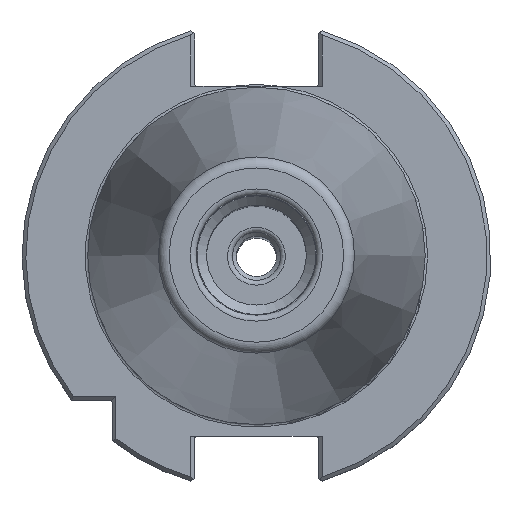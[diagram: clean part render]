
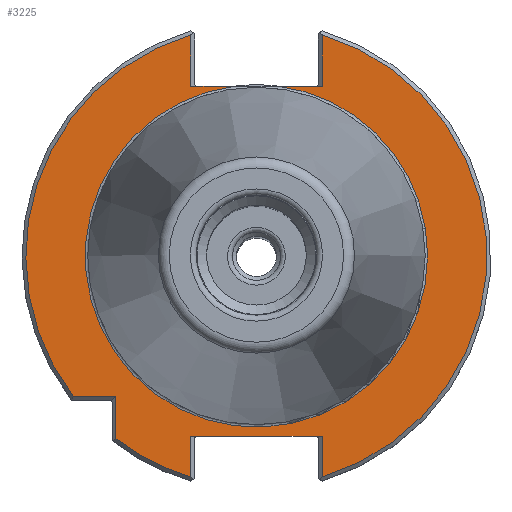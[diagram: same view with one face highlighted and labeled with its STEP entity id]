
A CAD part, top view. The second image highlights one B-rep face of the part: STEP entity #3225.
In plain terms, the highlighted planar face has unit normal (0, 0, 1).
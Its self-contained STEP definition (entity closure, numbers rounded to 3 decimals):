
#146=LINE('',#4510,#242);
#162=LINE('',#4568,#258);
#164=LINE('',#4572,#260);
#181=LINE('',#4650,#277);
#183=LINE('',#4656,#279);
#184=LINE('',#4659,#280);
#185=LINE('',#4661,#281);
#186=LINE('',#4665,#282);
#187=LINE('',#4667,#283);
#242=VECTOR('',#3753,1000.);
#258=VECTOR('',#3809,1000.);
#260=VECTOR('',#3811,1000.);
#277=VECTOR('',#3868,1000.);
#279=VECTOR('',#3874,1000.);
#280=VECTOR('',#3877,1000.);
#281=VECTOR('',#3880,1000.);
#282=VECTOR('',#3883,1000.);
#283=VECTOR('',#3884,1000.);
#484=ORIENTED_EDGE('',*,*,#1009,.T.);
#485=ORIENTED_EDGE('',*,*,#1010,.T.);
#486=ORIENTED_EDGE('',*,*,#944,.F.);
#487=ORIENTED_EDGE('',*,*,#1007,.T.);
#488=ORIENTED_EDGE('',*,*,#1011,.T.);
#489=ORIENTED_EDGE('',*,*,#1012,.T.);
#490=ORIENTED_EDGE('',*,*,#975,.F.);
#491=ORIENTED_EDGE('',*,*,#1013,.F.);
#492=ORIENTED_EDGE('',*,*,#973,.F.);
#493=ORIENTED_EDGE('',*,*,#1014,.T.);
#494=ORIENTED_EDGE('',*,*,#1015,.T.);
#495=ORIENTED_EDGE('',*,*,#1016,.T.);
#496=ORIENTED_EDGE('',*,*,#1017,.T.);
#944=EDGE_CURVE('',#1224,#1225,#146,.T.);
#973=EDGE_CURVE('',#1246,#1247,#162,.T.);
#975=EDGE_CURVE('',#1248,#1243,#164,.T.);
#1007=EDGE_CURVE('',#1224,#1272,#181,.T.);
#1009=EDGE_CURVE('',#1274,#1275,#1445,.T.);
#1010=EDGE_CURVE('',#1275,#1225,#183,.T.);
#1011=EDGE_CURVE('',#1272,#1276,#1446,.T.);
#1012=EDGE_CURVE('',#1276,#1243,#184,.T.);
#1013=EDGE_CURVE('',#1247,#1248,#1447,.T.);
#1014=EDGE_CURVE('',#1246,#1277,#185,.T.);
#1015=EDGE_CURVE('',#1277,#1278,#1448,.T.);
#1016=EDGE_CURVE('',#1278,#1279,#186,.T.);
#1017=EDGE_CURVE('',#1279,#1274,#187,.T.);
#1224=VERTEX_POINT('',#4509);
#1225=VERTEX_POINT('',#4511);
#1243=VERTEX_POINT('',#4561);
#1246=VERTEX_POINT('',#4567);
#1247=VERTEX_POINT('',#4569);
#1248=VERTEX_POINT('',#4571);
#1272=VERTEX_POINT('',#4648);
#1274=VERTEX_POINT('',#4654);
#1275=VERTEX_POINT('',#4655);
#1276=VERTEX_POINT('',#4658);
#1277=VERTEX_POINT('',#4662);
#1278=VERTEX_POINT('',#4664);
#1279=VERTEX_POINT('',#4666);
#1445=CIRCLE('',#3427,47.95);
#1446=CIRCLE('',#3428,47.95);
#1447=CIRCLE('',#3429,35.591);
#1448=CIRCLE('',#3430,47.95);
#1602=EDGE_LOOP('',(#484,#485,#486,#487,#488,#489,#490,#491,#492,#493,#494,
#495,#496));
#1844=FACE_BOUND('',#1602,.T.);
#2074=PLANE('',#3426);
#3225=ADVANCED_FACE('',(#1844),#2074,.T.);
#3426=AXIS2_PLACEMENT_3D('',#4652,#3870,#3871);
#3427=AXIS2_PLACEMENT_3D('',#4653,#3872,#3873);
#3428=AXIS2_PLACEMENT_3D('',#4657,#3875,#3876);
#3429=AXIS2_PLACEMENT_3D('',#4660,#3878,#3879);
#3430=AXIS2_PLACEMENT_3D('',#4663,#3881,#3882);
#3753=DIRECTION('',(-1.,0.,0.));
#3809=DIRECTION('',(1.,0.,0.));
#3811=DIRECTION('',(1.,0.,0.));
#3868=DIRECTION('',(0.,-1.,0.));
#3870=DIRECTION('',(0.,0.,1.));
#3871=DIRECTION('',(1.,0.,0.));
#3872=DIRECTION('',(0.,0.,1.));
#3873=DIRECTION('',(1.,0.,0.));
#3874=DIRECTION('',(0.,1.,0.));
#3875=DIRECTION('',(0.,0.,1.));
#3876=DIRECTION('',(1.,0.,0.));
#3877=DIRECTION('',(0.,-1.,0.));
#3878=DIRECTION('',(0.,0.,1.));
#3879=DIRECTION('',(1.,0.,0.));
#3880=DIRECTION('',(0.,1.,0.));
#3881=DIRECTION('',(0.,0.,1.));
#3882=DIRECTION('',(1.,0.,0.));
#3883=DIRECTION('',(1.,0.,0.));
#3884=DIRECTION('',(0.,-1.,0.));
#4509=CARTESIAN_POINT('',(13.65,-37.5,-3.2));
#4510=CARTESIAN_POINT('',(12.85,-37.5,-3.2));
#4511=CARTESIAN_POINT('',(-13.65,-37.5,-3.2));
#4561=CARTESIAN_POINT('',(13.65,35.3,-3.2));
#4567=CARTESIAN_POINT('',(-13.65,35.3,-3.2));
#4568=CARTESIAN_POINT('',(-12.85,35.3,-3.2));
#4569=CARTESIAN_POINT('',(-4.543,35.3,-3.2));
#4571=CARTESIAN_POINT('',(4.543,35.3,-3.2));
#4572=CARTESIAN_POINT('',(-12.85,35.3,-3.2));
#4648=CARTESIAN_POINT('',(13.65,-45.966,-3.2));
#4650=CARTESIAN_POINT('',(13.65,-47.181,-3.2));
#4652=CARTESIAN_POINT('',(35.591,0.,-3.2));
#4653=CARTESIAN_POINT('',(0.,0.,-3.2));
#4654=CARTESIAN_POINT('',(-29.2,-38.034,-3.2));
#4655=CARTESIAN_POINT('',(-13.65,-45.966,-3.2));
#4656=CARTESIAN_POINT('',(-13.65,-37.5,-3.2));
#4657=CARTESIAN_POINT('',(0.,0.,-3.2));
#4658=CARTESIAN_POINT('',(13.65,45.966,-3.2));
#4659=CARTESIAN_POINT('',(13.65,35.3,-3.2));
#4660=CARTESIAN_POINT('',(0.,0.,-3.2));
#4661=CARTESIAN_POINT('',(-13.65,47.181,-3.2));
#4662=CARTESIAN_POINT('',(-13.65,45.966,-3.2));
#4663=CARTESIAN_POINT('',(0.,0.,-3.2));
#4664=CARTESIAN_POINT('',(-38.034,-29.2,-3.2));
#4665=CARTESIAN_POINT('',(-30.,-29.2,-3.2));
#4666=CARTESIAN_POINT('',(-29.2,-29.2,-3.2));
#4667=CARTESIAN_POINT('',(-29.2,-38.616,-3.2));
